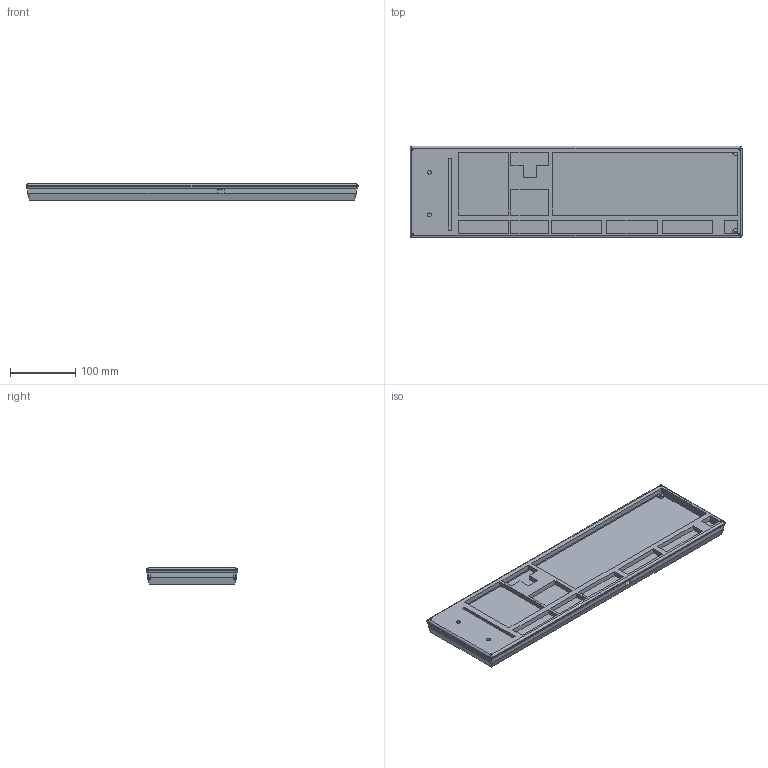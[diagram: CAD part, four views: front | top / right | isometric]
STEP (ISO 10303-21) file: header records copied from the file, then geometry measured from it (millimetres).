
FILE_DESCRIPTION(/* description */ (''),/* implementation_level */ '2;1');
FILE_NAME(/* name */ 'Keyboard.step',/* time_stamp */ '2025-05-28T22:19:35+01:00',/* author */ (''),/* organization */ (''),/* preprocessor_version */ 'ST-DEVELOPER v20.1',/* originating_system */ 'Autodesk Translation Framework v14.10.0.0',/* authorisation */ '');
FILE_SCHEMA (('AUTOMOTIVE_DESIGN { 1 0 10303 214 3 1 1 }'));
Length unit declared in the file: millimetre
Products named in the file (1): Untitled
Bounding box: 510 x 141 x 24.6 mm (x, y, z)
Volume: 880239.1 mm3; surface area: 244912.9 mm2
Topology: 2 solids, 2 shells, 143 faces, 378 edges, 234 vertices
Faces by surface type: plane 92, cylinder 38, sphere 8, cone 4, bspline 1
Full cylindrical faces by diameter (mm): 2.8 x4, 3 x8, 6 x2, 10 x4
Entity records: 4514 total; most frequent: CARTESIAN_POINT 781, DIRECTION 762, ORIENTED_EDGE 756, EDGE_CURVE 378, LINE 276, VECTOR 276, AXIS2_PLACEMENT_3D 243, VERTEX_POINT 234
